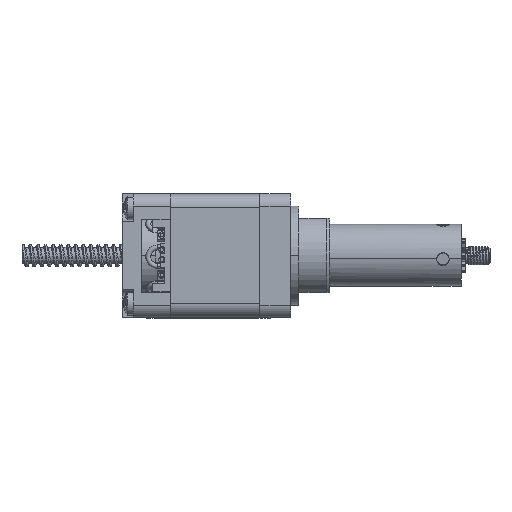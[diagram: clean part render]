
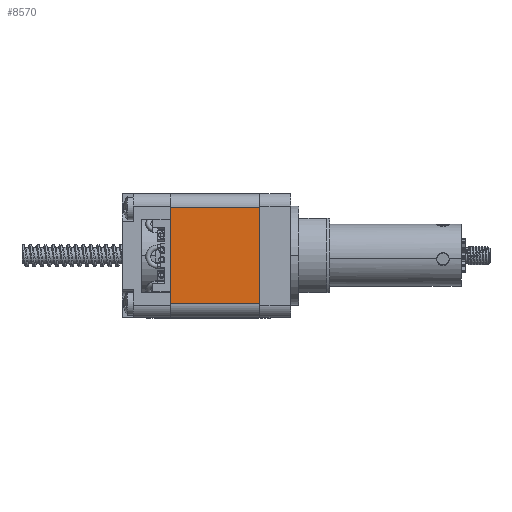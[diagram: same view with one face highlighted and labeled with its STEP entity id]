
A CAD part, top view. The second image highlights one B-rep face of the part: STEP entity #8570.
In plain terms, the highlighted face is planar.
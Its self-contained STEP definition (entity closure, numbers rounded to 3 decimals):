
#11 = VECTOR ( 'NONE', #55561, 1000. ) ;
#256 = CARTESIAN_POINT ( 'NONE',  ( 206.811, 241.078, 14.4 ) ) ;
#441 = VERTEX_POINT ( 'NONE', #5523 ) ;
#2244 = DIRECTION ( 'NONE',  ( 0., 0., -1. ) ) ;
#3130 = EDGE_CURVE ( 'NONE', #71725, #28753, #74368, .T. ) ;
#5523 = CARTESIAN_POINT ( 'NONE',  ( 206.811, 239.228, 14.4 ) ) ;
#7923 = CARTESIAN_POINT ( 'NONE',  ( 206.811, 0., 14.4 ) ) ;
#8570 = ADVANCED_FACE ( 'NONE', ( #49003 ), #20385, .F. ) ;
#9288 = EDGE_CURVE ( 'NONE', #43257, #441, #14545, .T. ) ;
#9390 = EDGE_CURVE ( 'NONE', #54495, #28833, #19456, .T. ) ;
#12743 = CARTESIAN_POINT ( 'NONE',  ( 206.811, 241.078, 0. ) ) ;
#14545 = LINE ( 'NONE', #36031, #36026 ) ;
#14838 = VECTOR ( 'NONE', #26036, 1000. ) ;
#14910 = EDGE_CURVE ( 'NONE', #441, #71725, #65937, .T. ) ;
#14990 = ORIENTED_EDGE ( 'NONE', *, *, #56375, .T. ) ;
#19195 = ORIENTED_EDGE ( 'NONE', *, *, #9390, .T. ) ;
#19456 = LINE ( 'NONE', #36783, #66061 ) ;
#20027 = VECTOR ( 'NONE', #2244, 1000. ) ;
#20196 = DIRECTION ( 'NONE',  ( 0., -1., 0. ) ) ;
#20385 = PLANE ( 'NONE',  #55160 ) ;
#20883 = CARTESIAN_POINT ( 'NONE',  ( 206.811, 227.528, 14.4 ) ) ;
#24878 = CARTESIAN_POINT ( 'NONE',  ( 206.811, 225.678, 14.4 ) ) ;
#26036 = DIRECTION ( 'NONE',  ( 0., -1., 0. ) ) ;
#28150 = ORIENTED_EDGE ( 'NONE', *, *, #49835, .F. ) ;
#28753 = VERTEX_POINT ( 'NONE', #60476 ) ;
#28833 = VERTEX_POINT ( 'NONE', #31891 ) ;
#30901 = LINE ( 'NONE', #24878, #20027 ) ;
#31707 = CARTESIAN_POINT ( 'NONE',  ( 206.811, 0., 14.4 ) ) ;
#31891 = CARTESIAN_POINT ( 'NONE',  ( 206.811, 225.678, 0. ) ) ;
#36026 = VECTOR ( 'NONE', #20196, 1000. ) ;
#36031 = CARTESIAN_POINT ( 'NONE',  ( 206.811, 0., 14.4 ) ) ;
#36783 = CARTESIAN_POINT ( 'NONE',  ( 206.811, 0., 0. ) ) ;
#41048 = ORIENTED_EDGE ( 'NONE', *, *, #14910, .F. ) ;
#43257 = VERTEX_POINT ( 'NONE', #256 ) ;
#45398 = CARTESIAN_POINT ( 'NONE',  ( 206.811, 0., 14.4 ) ) ;
#49003 = FACE_OUTER_BOUND ( 'NONE', #56710, .T. ) ;
#49835 = EDGE_CURVE ( 'NONE', #28753, #28833, #30901, .T. ) ;
#50183 = ORIENTED_EDGE ( 'NONE', *, *, #3130, .F. ) ;
#51396 = DIRECTION ( 'NONE',  ( 0., -1., 0. ) ) ;
#54495 = VERTEX_POINT ( 'NONE', #12743 ) ;
#55160 = AXIS2_PLACEMENT_3D ( 'NONE', #7923, #65178, #71956 ) ;
#55561 = DIRECTION ( 'NONE',  ( 0., 0., -1. ) ) ;
#56375 = EDGE_CURVE ( 'NONE', #43257, #54495, #56676, .T. ) ;
#56676 = LINE ( 'NONE', #62279, #11 ) ;
#56710 = EDGE_LOOP ( 'NONE', ( #19195, #28150, #50183, #41048, #57162, #14990 ) ) ;
#57162 = ORIENTED_EDGE ( 'NONE', *, *, #9288, .F. ) ;
#57261 = VECTOR ( 'NONE', #51396, 1000. ) ;
#60476 = CARTESIAN_POINT ( 'NONE',  ( 206.811, 225.678, 14.4 ) ) ;
#62279 = CARTESIAN_POINT ( 'NONE',  ( 206.811, 241.078, 14.4 ) ) ;
#65178 = DIRECTION ( 'NONE',  ( 1., 0., 0. ) ) ;
#65371 = DIRECTION ( 'NONE',  ( 0., -1., 0. ) ) ;
#65937 = LINE ( 'NONE', #31707, #14838 ) ;
#66061 = VECTOR ( 'NONE', #65371, 1000. ) ;
#71725 = VERTEX_POINT ( 'NONE', #20883 ) ;
#71956 = DIRECTION ( 'NONE',  ( 0., 1., 0. ) ) ;
#74368 = LINE ( 'NONE', #45398, #57261 ) ;
